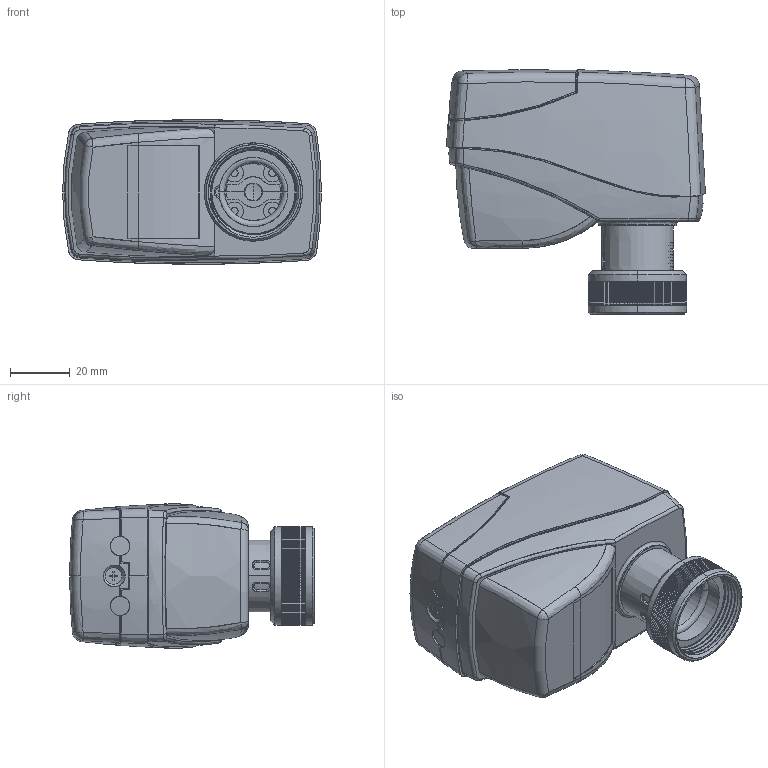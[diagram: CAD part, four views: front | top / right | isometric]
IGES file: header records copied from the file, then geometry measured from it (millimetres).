
Start section: START RECORD GO HERE.
Global section: file name: IGES_145018_-_TST.igs; native system: DASSAULT SYSTEMES CATIA Version 5-6 Release 2020 - www.3ds.com; preprocessor: V5-6R2020_5.30.5.0.09-01-2021.20.00; author: advantage; organization: CALEFFI; date: 20250121.191601; units: millimetre
Bounding box: 86.37 x 81.54 x 48.24 mm (x, y, z)
Surface area: 26938.1 mm2 (no closed solid volume)
Topology: 0 solids, 0 shells, 1091 faces, 4964 edges, 4957 vertices
Faces by surface type: plane 821, revolution 156, bspline 102, extrusion 12
